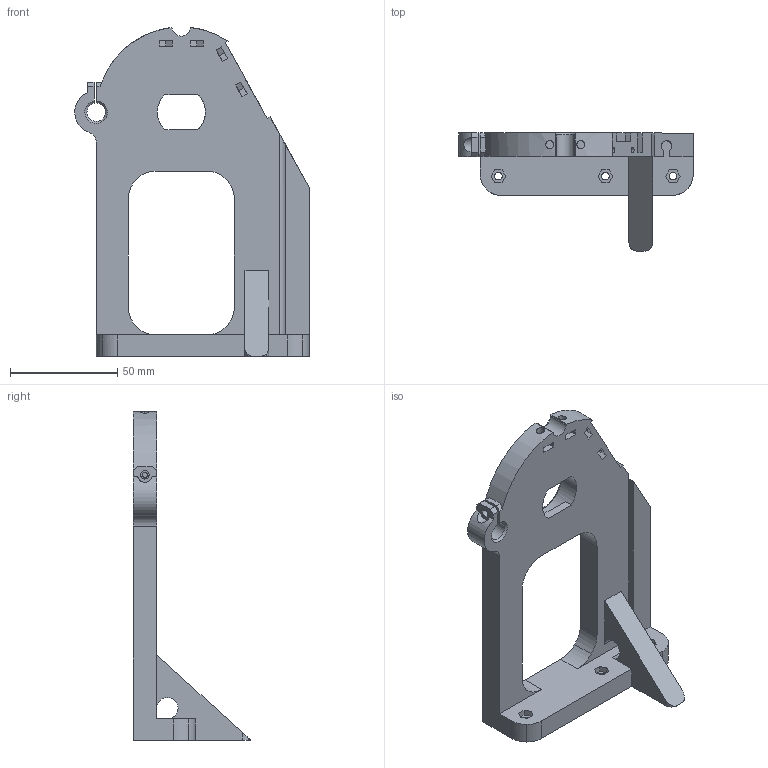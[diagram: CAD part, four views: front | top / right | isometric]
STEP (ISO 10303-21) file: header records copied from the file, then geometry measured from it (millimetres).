
FILE_DESCRIPTION((''),'2;1');
FILE_NAME('','',('none'),('none'),'','','none');
FILE_SCHEMA(('AUTOMOTIVE_DESIGN { 1 0 10303 214 1 1 1 1 }'));
Length unit declared in the file: millimetre
Products named in the file (1): G004174_Cycl_marcoDerechoX
Bounding box: 109.49 x 55 x 153.46 mm (x, y, z)
Volume: 122989.2 mm3; surface area: 36443.9 mm2
Topology: 1 solids, 1 shells, 160 faces, 456 edges, 310 vertices
Faces by surface type: plane 94, cylinder 61, cone 5
Entity records: 6389 total; most frequent: CARTESIAN_POINT 1567, ORIENTED_EDGE 912, DIRECTION 684, EDGE_CURVE 456, VERTEX_POINT 310, VECTOR 299, LINE 299, AXIS2_PLACEMENT_3D 242
